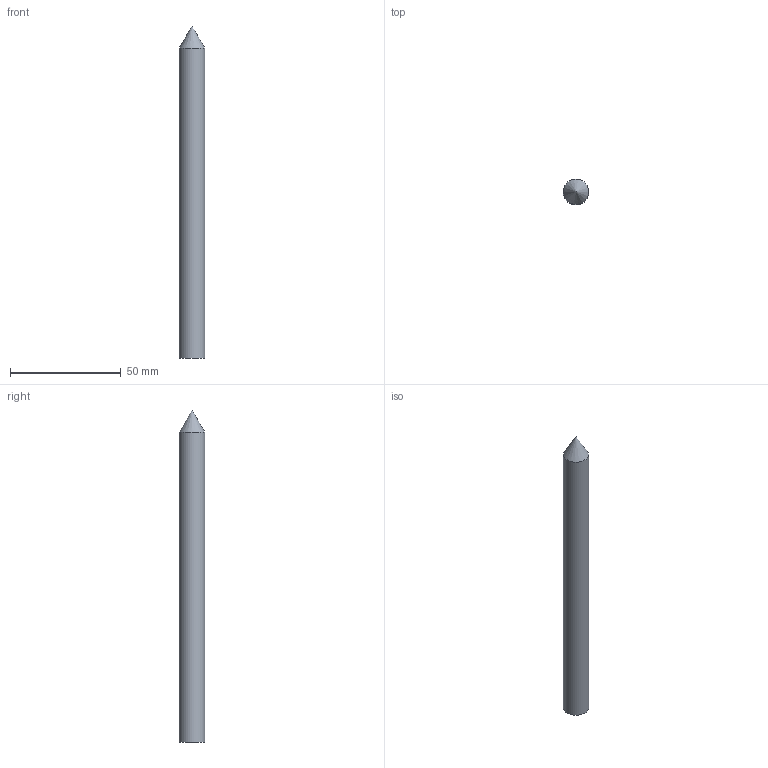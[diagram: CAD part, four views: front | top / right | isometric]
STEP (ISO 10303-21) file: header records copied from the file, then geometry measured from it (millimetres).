
FILE_DESCRIPTION(/* description */ ('STEP AP242','CAx-IF Rec.Pracs.---Representation and Presentation of Product Manufacturing Information (PMI)---4.0---2014-10-13','CAx-IF Rec.Pracs.---3D Tessellated Geometry---0.4---2014-09-14','2;1'),/* implementation_level */ '2;1');
FILE_NAME(/* name */ '658074dda7da423e317c4ec7',/* time_stamp */ '2023-12-18T16:35:42Z',/* author */ (''),/* organization */ (''),/* preprocessor_version */ 'ST-DEVELOPER v19.4',/* originating_system */ ' ',/* authorisation */ ' ');
FILE_SCHEMA (('AP242_MANAGED_MODEL_BASED_3D_ENGINEERING_MIM_LF { 1 0 10303 442 1 1 4 }'));
Length unit declared in the file: metre
Products named in the file (1): EOAT Reference Setup Tool Drawing
Bounding box: 11.5 x 11.5 x 150 mm (x, y, z)
Volume: 14591.6 mm3; surface area: 5563.9 mm2
Topology: 1 solids, 1 shells, 5 faces, 10 edges, 6 vertices
Faces by surface type: cone 2, cylinder 2, plane 1
Full cylindrical faces by diameter (mm): 6 x1, 11.5 x1
Entity records: 124 total; most frequent: DIRECTION 20, CARTESIAN_POINT 16, FACE_BOUND 10, AXIS2_PLACEMENT_3D 10, ORIENTED_EDGE 8, EDGE_LOOP 8, VERTEX_POINT 6, ADVANCED_FACE 5
